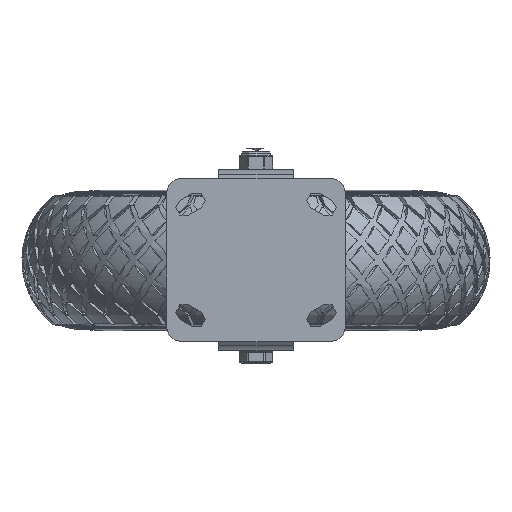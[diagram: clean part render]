
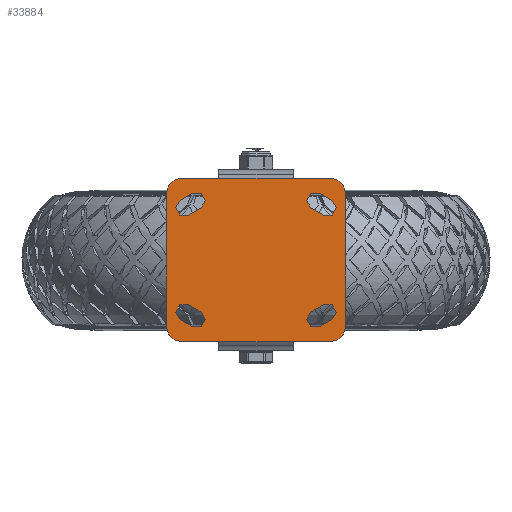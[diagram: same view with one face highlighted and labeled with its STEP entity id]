
A CAD part, top view. The second image highlights one B-rep face of the part: STEP entity #33884.
In plain terms, the highlighted planar face has unit normal (0, 0, 1).
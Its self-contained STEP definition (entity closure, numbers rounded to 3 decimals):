
#3721=FACE_BOUND('',#6646,.T.);
#3722=FACE_BOUND('',#6647,.T.);
#3723=FACE_BOUND('',#6648,.T.);
#3724=FACE_BOUND('',#6649,.T.);
#3984=PLANE('',#36271);
#4515=FACE_OUTER_BOUND('',#6645,.T.);
#6645=EDGE_LOOP('',(#22692,#22693,#22694,#22695,#22696,#22697,#22698,#22699));
#6646=EDGE_LOOP('',(#22700,#22701,#22702,#22703));
#6647=EDGE_LOOP('',(#22704,#22705,#22706,#22707));
#6648=EDGE_LOOP('',(#22708,#22709,#22710,#22711));
#6649=EDGE_LOOP('',(#22712,#22713,#22714,#22715));
#9050=LINE('',#47113,#10884);
#9051=LINE('',#47117,#10885);
#9052=LINE('',#47121,#10886);
#9053=LINE('',#47124,#10887);
#9054=LINE('',#47125,#10888);
#9055=LINE('',#47126,#10889);
#9056=LINE('',#47127,#10890);
#9057=LINE('',#47128,#10891);
#9058=LINE('',#47129,#10892);
#9059=LINE('',#47130,#10893);
#9060=LINE('',#47131,#10894);
#9061=LINE('',#47132,#10895);
#10884=VECTOR('',#39362,1000.);
#10885=VECTOR('',#39365,1000.);
#10886=VECTOR('',#39368,1000.);
#10887=VECTOR('',#39371,1000.);
#10888=VECTOR('',#39372,1000.);
#10889=VECTOR('',#39373,1000.);
#10890=VECTOR('',#39374,1000.);
#10891=VECTOR('',#39375,1000.);
#10892=VECTOR('',#39376,1000.);
#10893=VECTOR('',#39377,1000.);
#10894=VECTOR('',#39378,1000.);
#10895=VECTOR('',#39379,1000.);
#12665=CIRCLE('',#36206,5.5);
#12666=CIRCLE('',#36208,5.5);
#12669=CIRCLE('',#36212,5.5);
#12670=CIRCLE('',#36214,5.5);
#12673=CIRCLE('',#36218,5.5);
#12674=CIRCLE('',#36220,5.5);
#12677=CIRCLE('',#36224,5.5);
#12678=CIRCLE('',#36226,5.5);
#12702=CIRCLE('',#36272,10.);
#12703=CIRCLE('',#36273,10.);
#12704=CIRCLE('',#36274,10.);
#12705=CIRCLE('',#36275,10.);
#13735=VERTEX_POINT('',#46916);
#13736=VERTEX_POINT('',#46918);
#13737=VERTEX_POINT('',#46922);
#13738=VERTEX_POINT('',#46923);
#13743=VERTEX_POINT('',#46934);
#13744=VERTEX_POINT('',#46936);
#13745=VERTEX_POINT('',#46940);
#13746=VERTEX_POINT('',#46941);
#13751=VERTEX_POINT('',#46952);
#13752=VERTEX_POINT('',#46954);
#13753=VERTEX_POINT('',#46958);
#13754=VERTEX_POINT('',#46959);
#13759=VERTEX_POINT('',#46970);
#13760=VERTEX_POINT('',#46972);
#13761=VERTEX_POINT('',#46976);
#13762=VERTEX_POINT('',#46977);
#13807=VERTEX_POINT('',#47109);
#13808=VERTEX_POINT('',#47110);
#13809=VERTEX_POINT('',#47112);
#13810=VERTEX_POINT('',#47114);
#13811=VERTEX_POINT('',#47116);
#13812=VERTEX_POINT('',#47118);
#13813=VERTEX_POINT('',#47120);
#13814=VERTEX_POINT('',#47122);
#17198=EDGE_CURVE('',#13736,#13735,#12665,.T.);
#17200=EDGE_CURVE('',#13737,#13738,#12666,.T.);
#17206=EDGE_CURVE('',#13744,#13743,#12669,.T.);
#17208=EDGE_CURVE('',#13745,#13746,#12670,.T.);
#17214=EDGE_CURVE('',#13752,#13751,#12673,.T.);
#17216=EDGE_CURVE('',#13753,#13754,#12674,.T.);
#17222=EDGE_CURVE('',#13760,#13759,#12677,.T.);
#17224=EDGE_CURVE('',#13761,#13762,#12678,.T.);
#17289=EDGE_CURVE('',#13807,#13808,#12702,.T.);
#17290=EDGE_CURVE('',#13809,#13807,#9050,.T.);
#17291=EDGE_CURVE('',#13810,#13809,#12703,.T.);
#17292=EDGE_CURVE('',#13811,#13810,#9051,.T.);
#17293=EDGE_CURVE('',#13812,#13811,#12704,.T.);
#17294=EDGE_CURVE('',#13813,#13812,#9052,.T.);
#17295=EDGE_CURVE('',#13814,#13813,#12705,.T.);
#17296=EDGE_CURVE('',#13808,#13814,#9053,.T.);
#17297=EDGE_CURVE('',#13738,#13736,#9054,.T.);
#17298=EDGE_CURVE('',#13735,#13737,#9055,.T.);
#17299=EDGE_CURVE('',#13746,#13744,#9056,.T.);
#17300=EDGE_CURVE('',#13743,#13745,#9057,.T.);
#17301=EDGE_CURVE('',#13754,#13752,#9058,.T.);
#17302=EDGE_CURVE('',#13751,#13753,#9059,.T.);
#17303=EDGE_CURVE('',#13762,#13760,#9060,.T.);
#17304=EDGE_CURVE('',#13759,#13761,#9061,.T.);
#22692=ORIENTED_EDGE('',*,*,#17289,.F.);
#22693=ORIENTED_EDGE('',*,*,#17290,.F.);
#22694=ORIENTED_EDGE('',*,*,#17291,.F.);
#22695=ORIENTED_EDGE('',*,*,#17292,.F.);
#22696=ORIENTED_EDGE('',*,*,#17293,.F.);
#22697=ORIENTED_EDGE('',*,*,#17294,.F.);
#22698=ORIENTED_EDGE('',*,*,#17295,.F.);
#22699=ORIENTED_EDGE('',*,*,#17296,.F.);
#22700=ORIENTED_EDGE('',*,*,#17297,.T.);
#22701=ORIENTED_EDGE('',*,*,#17198,.T.);
#22702=ORIENTED_EDGE('',*,*,#17298,.T.);
#22703=ORIENTED_EDGE('',*,*,#17200,.T.);
#22704=ORIENTED_EDGE('',*,*,#17299,.T.);
#22705=ORIENTED_EDGE('',*,*,#17206,.T.);
#22706=ORIENTED_EDGE('',*,*,#17300,.T.);
#22707=ORIENTED_EDGE('',*,*,#17208,.T.);
#22708=ORIENTED_EDGE('',*,*,#17301,.T.);
#22709=ORIENTED_EDGE('',*,*,#17214,.T.);
#22710=ORIENTED_EDGE('',*,*,#17302,.T.);
#22711=ORIENTED_EDGE('',*,*,#17216,.T.);
#22712=ORIENTED_EDGE('',*,*,#17303,.T.);
#22713=ORIENTED_EDGE('',*,*,#17222,.T.);
#22714=ORIENTED_EDGE('',*,*,#17304,.T.);
#22715=ORIENTED_EDGE('',*,*,#17224,.T.);
#33884=ADVANCED_FACE('',(#4515,#3721,#3722,#3723,#3724),#3984,.T.);
#36206=AXIS2_PLACEMENT_3D('',#46919,#39174,#39175);
#36208=AXIS2_PLACEMENT_3D('',#46924,#39179,#39180);
#36212=AXIS2_PLACEMENT_3D('',#46937,#39190,#39191);
#36214=AXIS2_PLACEMENT_3D('',#46942,#39195,#39196);
#36218=AXIS2_PLACEMENT_3D('',#46955,#39206,#39207);
#36220=AXIS2_PLACEMENT_3D('',#46960,#39211,#39212);
#36224=AXIS2_PLACEMENT_3D('',#46973,#39222,#39223);
#36226=AXIS2_PLACEMENT_3D('',#46978,#39227,#39228);
#36271=AXIS2_PLACEMENT_3D('',#47108,#39358,#39359);
#36272=AXIS2_PLACEMENT_3D('',#47111,#39360,#39361);
#36273=AXIS2_PLACEMENT_3D('',#47115,#39363,#39364);
#36274=AXIS2_PLACEMENT_3D('',#47119,#39366,#39367);
#36275=AXIS2_PLACEMENT_3D('',#47123,#39369,#39370);
#39174=DIRECTION('center_axis',(0.,0.,-1.));
#39175=DIRECTION('ref_axis',(-1.,0.,0.));
#39179=DIRECTION('center_axis',(0.,0.,-1.));
#39180=DIRECTION('ref_axis',(-1.,0.,0.));
#39190=DIRECTION('center_axis',(0.,0.,-1.));
#39191=DIRECTION('ref_axis',(-1.,0.,0.));
#39195=DIRECTION('center_axis',(0.,0.,-1.));
#39196=DIRECTION('ref_axis',(-1.,0.,0.));
#39206=DIRECTION('center_axis',(0.,0.,-1.));
#39207=DIRECTION('ref_axis',(1.,0.,0.));
#39211=DIRECTION('center_axis',(0.,0.,-1.));
#39212=DIRECTION('ref_axis',(1.,0.,0.));
#39222=DIRECTION('center_axis',(0.,0.,-1.));
#39223=DIRECTION('ref_axis',(1.,0.,0.));
#39227=DIRECTION('center_axis',(0.,0.,-1.));
#39228=DIRECTION('ref_axis',(1.,0.,0.));
#39358=DIRECTION('center_axis',(0.,0.,1.));
#39359=DIRECTION('ref_axis',(1.,0.,0.));
#39360=DIRECTION('center_axis',(0.,0.,-1.));
#39361=DIRECTION('ref_axis',(0.,-1.,0.));
#39362=DIRECTION('',(-1.,0.,0.));
#39363=DIRECTION('center_axis',(0.,0.,-1.));
#39364=DIRECTION('ref_axis',(1.,0.,0.));
#39365=DIRECTION('',(0.,-1.,0.));
#39366=DIRECTION('center_axis',(0.,0.,-1.));
#39367=DIRECTION('ref_axis',(0.,1.,0.));
#39368=DIRECTION('',(1.,0.,0.));
#39369=DIRECTION('center_axis',(0.,0.,-1.));
#39370=DIRECTION('ref_axis',(-1.,0.,0.));
#39371=DIRECTION('',(0.,1.,0.));
#39372=DIRECTION('',(0.872,0.49,0.));
#39373=DIRECTION('',(-0.872,-0.49,0.));
#39374=DIRECTION('',(0.872,-0.49,0.));
#39375=DIRECTION('',(-0.872,0.49,0.));
#39376=DIRECTION('',(-0.872,0.49,0.));
#39377=DIRECTION('',(0.872,-0.49,0.));
#39378=DIRECTION('',(-0.872,-0.49,0.));
#39379=DIRECTION('',(0.872,0.49,0.));
#46916=CARTESIAN_POINT('',(48.696,-38.294,0.));
#46918=CARTESIAN_POINT('',(43.304,-28.706,0.));
#46919=CARTESIAN_POINT('Origin',(46.,-33.5,0.));
#46922=CARTESIAN_POINT('',(40.696,-42.794,0.));
#46923=CARTESIAN_POINT('',(35.304,-33.206,0.));
#46924=CARTESIAN_POINT('Origin',(38.,-38.,0.));
#46934=CARTESIAN_POINT('',(43.304,28.706,0.));
#46936=CARTESIAN_POINT('',(48.696,38.294,0.));
#46937=CARTESIAN_POINT('Origin',(46.,33.5,0.));
#46940=CARTESIAN_POINT('',(35.304,33.206,0.));
#46941=CARTESIAN_POINT('',(40.696,42.794,0.));
#46942=CARTESIAN_POINT('Origin',(38.,38.,0.));
#46952=CARTESIAN_POINT('',(-43.304,-28.706,0.));
#46954=CARTESIAN_POINT('',(-48.696,-38.294,0.));
#46955=CARTESIAN_POINT('Origin',(-46.,-33.5,0.));
#46958=CARTESIAN_POINT('',(-35.304,-33.206,0.));
#46959=CARTESIAN_POINT('',(-40.696,-42.794,0.));
#46960=CARTESIAN_POINT('Origin',(-38.,-38.,0.));
#46970=CARTESIAN_POINT('',(-48.696,38.294,0.));
#46972=CARTESIAN_POINT('',(-43.304,28.706,0.));
#46973=CARTESIAN_POINT('Origin',(-46.,33.5,0.));
#46976=CARTESIAN_POINT('',(-40.696,42.794,0.));
#46977=CARTESIAN_POINT('',(-35.304,33.206,0.));
#46978=CARTESIAN_POINT('Origin',(-38.,38.,0.));
#47108=CARTESIAN_POINT('Origin',(0.,0.,0.));
#47109=CARTESIAN_POINT('',(-47.5,-52.5,0.));
#47110=CARTESIAN_POINT('',(-57.5,-42.5,0.));
#47111=CARTESIAN_POINT('Origin',(-47.5,-42.5,0.));
#47112=CARTESIAN_POINT('',(47.5,-52.5,0.));
#47113=CARTESIAN_POINT('',(47.5,-52.5,0.));
#47114=CARTESIAN_POINT('',(57.5,-42.5,0.));
#47115=CARTESIAN_POINT('Origin',(47.5,-42.5,0.));
#47116=CARTESIAN_POINT('',(57.5,42.5,0.));
#47117=CARTESIAN_POINT('',(57.5,42.5,0.));
#47118=CARTESIAN_POINT('',(47.5,52.5,0.));
#47119=CARTESIAN_POINT('Origin',(47.5,42.5,0.));
#47120=CARTESIAN_POINT('',(-47.5,52.5,0.));
#47121=CARTESIAN_POINT('',(-47.5,52.5,0.));
#47122=CARTESIAN_POINT('',(-57.5,42.5,0.));
#47123=CARTESIAN_POINT('Origin',(-47.5,42.5,0.));
#47124=CARTESIAN_POINT('',(-57.5,-42.5,0.));
#47125=CARTESIAN_POINT('',(43.304,-28.706,0.));
#47126=CARTESIAN_POINT('',(48.696,-38.294,0.));
#47127=CARTESIAN_POINT('',(48.696,38.294,0.));
#47128=CARTESIAN_POINT('',(43.304,28.706,0.));
#47129=CARTESIAN_POINT('',(-48.696,-38.294,0.));
#47130=CARTESIAN_POINT('',(-43.304,-28.706,0.));
#47131=CARTESIAN_POINT('',(-43.304,28.706,0.));
#47132=CARTESIAN_POINT('',(-48.696,38.294,0.));
